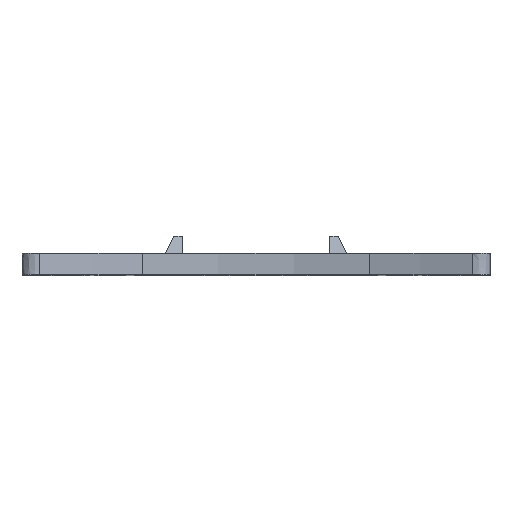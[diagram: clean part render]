
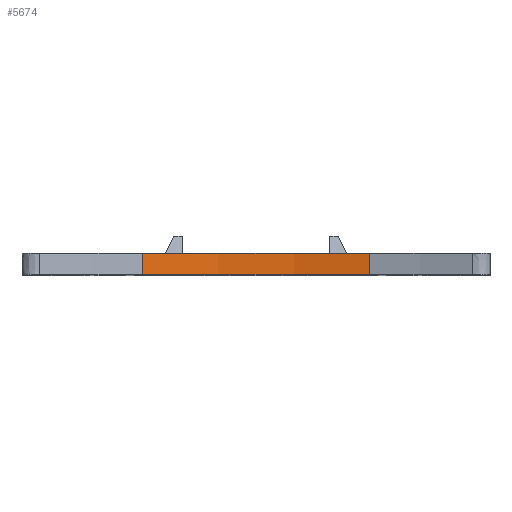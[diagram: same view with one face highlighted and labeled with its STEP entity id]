
A CAD part, top view. The second image highlights one B-rep face of the part: STEP entity #5674.
In plain terms, the highlighted cylindrical face has radius 107.585 mm (diameter 215.171 mm), a partial arc.
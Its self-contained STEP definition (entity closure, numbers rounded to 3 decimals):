
#637=FACE_OUTER_BOUND('',#1008,.T.);
#1008=EDGE_LOOP('',(#5325,#5326,#5327,#5328));
#1580=LINE('',#8918,#2273);
#1700=LINE('',#9246,#2393);
#2273=VECTOR('',#6960,10.);
#2393=VECTOR('',#7332,10.);
#2444=CIRCLE('',#5804,107.586);
#2467=CIRCLE('',#5869,107.586);
#2659=VERTEX_POINT('',#7871);
#2660=VERTEX_POINT('',#7880);
#2868=VERTEX_POINT('',#8523);
#2869=VERTEX_POINT('',#8532);
#3244=EDGE_CURVE('',#2660,#2659,#2444,.T.);
#3500=EDGE_CURVE('',#2868,#2869,#2467,.T.);
#3658=EDGE_CURVE('',#2868,#2660,#1580,.T.);
#3782=EDGE_CURVE('',#2869,#2659,#1700,.T.);
#5325=ORIENTED_EDGE('',*,*,#3500,.F.);
#5326=ORIENTED_EDGE('',*,*,#3658,.T.);
#5327=ORIENTED_EDGE('',*,*,#3244,.T.);
#5328=ORIENTED_EDGE('',*,*,#3782,.F.);
#5412=CYLINDRICAL_SURFACE('',#6019,107.586);
#5674=ADVANCED_FACE('',(#637),#5412,.F.);
#5804=AXIS2_PLACEMENT_3D('',#7881,#6436,#6437);
#5869=AXIS2_PLACEMENT_3D('',#8533,#6778,#6779);
#6019=AXIS2_PLACEMENT_3D('',#9266,#7343,#7344);
#6436=DIRECTION('center_axis',(0.,-1.,0.));
#6437=DIRECTION('ref_axis',(-0.244,0.,-0.97));
#6778=DIRECTION('center_axis',(0.,-1.,0.));
#6779=DIRECTION('ref_axis',(-0.244,0.,-0.97));
#6960=DIRECTION('',(0.,-1.,0.));
#7332=DIRECTION('',(0.,-1.,0.));
#7343=DIRECTION('center_axis',(0.,1.,0.));
#7344=DIRECTION('ref_axis',(-0.244,0.,-0.97));
#7871=CARTESIAN_POINT('',(26.289,-5.,72.289));
#7880=CARTESIAN_POINT('',(-26.289,-5.,72.289));
#7881=CARTESIAN_POINT('Origin',(0.,-5.,176.613));
#8523=CARTESIAN_POINT('',(-26.289,0.,72.289));
#8532=CARTESIAN_POINT('',(26.289,0.,72.289));
#8533=CARTESIAN_POINT('Origin',(0.,0.,176.613));
#8918=CARTESIAN_POINT('',(-26.289,0.,72.289));
#9246=CARTESIAN_POINT('',(26.289,0.,72.289));
#9266=CARTESIAN_POINT('Origin',(0.,0.,176.613));
